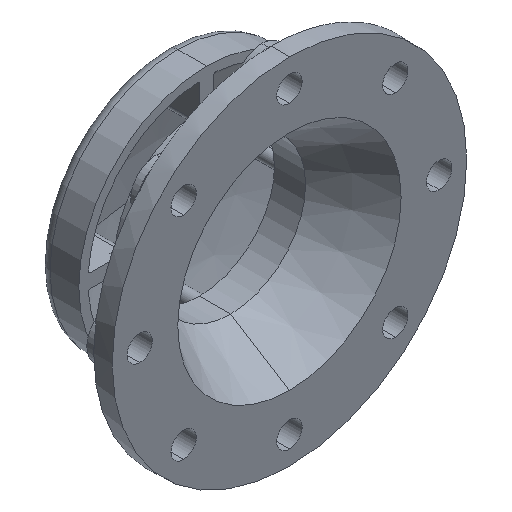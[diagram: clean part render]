
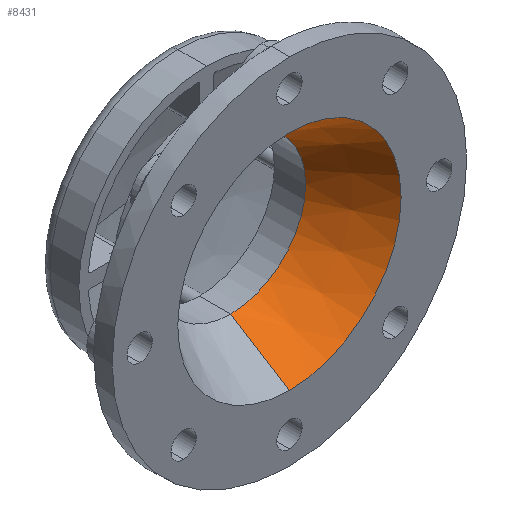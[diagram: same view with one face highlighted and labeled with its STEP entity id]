
A CAD part, isometric view. The second image highlights one B-rep face of the part: STEP entity #8431.
In plain terms, the highlighted conical face has half-angle 32.106 degrees and reference radius 48.5 mm.
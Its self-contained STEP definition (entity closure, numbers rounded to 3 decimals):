
#148 = CARTESIAN_POINT ( 'NONE',  ( 0., -62., 0. ) ) ;
#525 = DIRECTION ( 'NONE',  ( 0., 0., -1. ) ) ;
#1005 = DIRECTION ( 'NONE',  ( 0., -1., 0. ) ) ;
#1708 = AXIS2_PLACEMENT_3D ( 'NONE', #8321, #6739, #7206 ) ;
#1814 = AXIS2_PLACEMENT_3D ( 'NONE', #5080, #5064, #5068 ) ;
#2051 = EDGE_CURVE ( 'NONE', #6946, #7789, #4256, .T. ) ;
#2219 = CARTESIAN_POINT ( 'NONE',  ( 0., -62., -48.5 ) ) ;
#2308 = CARTESIAN_POINT ( 'NONE',  ( 0., -36.5, 32.5 ) ) ;
#2616 = AXIS2_PLACEMENT_3D ( 'NONE', #148, #1005, #525 ) ;
#3001 = EDGE_LOOP ( 'NONE', ( #8825, #8767, #8886, #9101 ) ) ;
#3705 = EDGE_CURVE ( 'NONE', #7035, #7789, #4650, .T. ) ;
#3722 = EDGE_CURVE ( 'NONE', #7857, #7035, #4299, .T. ) ;
#4053 = EDGE_CURVE ( 'NONE', #7857, #6946, #4764, .T. ) ;
#4256 = CIRCLE ( 'NONE', #1814, 48.5 ) ;
#4299 = CIRCLE ( 'NONE', #1708, 32.5 ) ;
#4549 = VECTOR ( 'NONE', #7130, 1000. ) ;
#4650 = LINE ( 'NONE', #7115, #4726 ) ;
#4726 = VECTOR ( 'NONE', #8348, 1000. ) ;
#4764 = LINE ( 'NONE', #7131, #4549 ) ;
#5064 = DIRECTION ( 'NONE',  ( 0., 1., 0. ) ) ;
#5068 = DIRECTION ( 'NONE',  ( 0., 0., 1. ) ) ;
#5080 = CARTESIAN_POINT ( 'NONE',  ( 0., -62., 0. ) ) ;
#5473 = FACE_OUTER_BOUND ( 'NONE', #3001, .T. ) ;
#5477 = CONICAL_SURFACE ( 'NONE', #2616, 48.5, 0.56 ) ;
#6739 = DIRECTION ( 'NONE',  ( 0., 1., 0. ) ) ;
#6926 = CARTESIAN_POINT ( 'NONE',  ( 0., -36.5, -32.5 ) ) ;
#6946 = VERTEX_POINT ( 'NONE', #7070 ) ;
#7035 = VERTEX_POINT ( 'NONE', #6926 ) ;
#7070 = CARTESIAN_POINT ( 'NONE',  ( 0., -62., 48.5 ) ) ;
#7115 = CARTESIAN_POINT ( 'NONE',  ( 0., -62., -48.5 ) ) ;
#7130 = DIRECTION ( 'NONE',  ( 0., -0.847, 0.531 ) ) ;
#7131 = CARTESIAN_POINT ( 'NONE',  ( 0., -62., 48.5 ) ) ;
#7206 = DIRECTION ( 'NONE',  ( 0., 0., 1. ) ) ;
#7789 = VERTEX_POINT ( 'NONE', #2219 ) ;
#7857 = VERTEX_POINT ( 'NONE', #2308 ) ;
#8321 = CARTESIAN_POINT ( 'NONE',  ( 0., -36.5, 0. ) ) ;
#8348 = DIRECTION ( 'NONE',  ( 0., -0.847, -0.531 ) ) ;
#8431 = ADVANCED_FACE ( 'NONE', ( #5473 ), #5477, .F. ) ;
#8767 = ORIENTED_EDGE ( 'NONE', *, *, #3722, .T. ) ;
#8825 = ORIENTED_EDGE ( 'NONE', *, *, #4053, .F. ) ;
#8886 = ORIENTED_EDGE ( 'NONE', *, *, #3705, .T. ) ;
#9101 = ORIENTED_EDGE ( 'NONE', *, *, #2051, .F. ) ;
